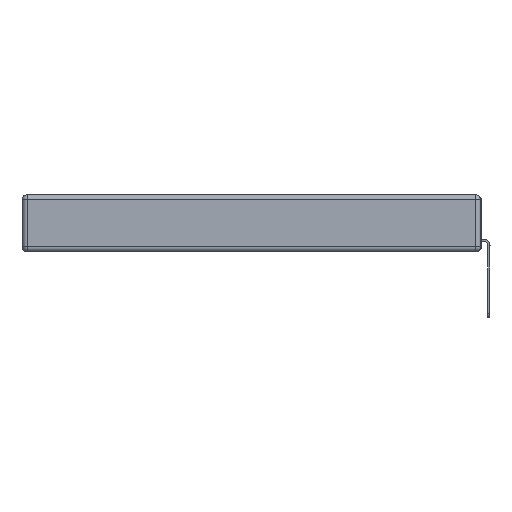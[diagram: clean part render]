
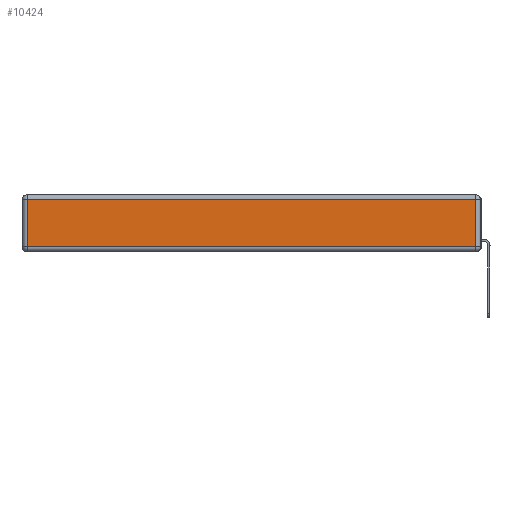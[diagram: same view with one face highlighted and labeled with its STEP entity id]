
A CAD part, left-side view. The second image highlights one B-rep face of the part: STEP entity #10424.
In plain terms, the highlighted planar face has unit normal (-1, 0, 0).
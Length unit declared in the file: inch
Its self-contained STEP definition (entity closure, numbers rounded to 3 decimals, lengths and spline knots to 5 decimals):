
#44 = VECTOR ( 'NONE', #4448, 39.37008 ) ;
#689 = EDGE_CURVE ( 'NONE', #6193, #19433, #6210, .T. ) ;
#1527 = EDGE_CURVE ( 'NONE', #14485, #7970, #12405, .T. ) ;
#1969 = VECTOR ( 'NONE', #19547, 39.37008 ) ;
#3300 = CARTESIAN_POINT ( 'NONE',  ( 0., 2.72, -0.343 ) ) ;
#3365 = CARTESIAN_POINT ( 'NONE',  ( 0., 0.03, -0.03 ) ) ;
#3610 = EDGE_CURVE ( 'NONE', #7970, #6193, #8919, .T. ) ;
#3874 = CARTESIAN_POINT ( 'NONE',  ( 0., 0.03, -0.343 ) ) ;
#3990 = CARTESIAN_POINT ( 'NONE',  ( 0., 2.72, -0.03 ) ) ;
#4226 = CARTESIAN_POINT ( 'NONE',  ( 0., 2.72, -0.313 ) ) ;
#4448 = DIRECTION ( 'NONE',  ( 0., -1., 0. ) ) ;
#5888 = ORIENTED_EDGE ( 'NONE', *, *, #689, .T. ) ;
#6193 = VERTEX_POINT ( 'NONE', #3365 ) ;
#6207 = CARTESIAN_POINT ( 'NONE',  ( 0., 0.03, -0.313 ) ) ;
#6210 = LINE ( 'NONE', #11259, #20404 ) ;
#7970 = VERTEX_POINT ( 'NONE', #6207 ) ;
#8055 = FACE_OUTER_BOUND ( 'NONE', #18027, .T. ) ;
#8919 = LINE ( 'NONE', #3874, #16459 ) ;
#10424 = ADVANCED_FACE ( 'NONE', ( #8055 ), #11166, .T. ) ;
#11166 = PLANE ( 'NONE',  #19981 ) ;
#11259 = CARTESIAN_POINT ( 'NONE',  ( 0., 2.75, -0.03 ) ) ;
#11393 = DIRECTION ( 'NONE',  ( -1., 0., 0. ) ) ;
#12304 = CARTESIAN_POINT ( 'NONE',  ( 0., 0., -0.313 ) ) ;
#12405 = LINE ( 'NONE', #12304, #44 ) ;
#12751 = ORIENTED_EDGE ( 'NONE', *, *, #3610, .T. ) ;
#12820 = ORIENTED_EDGE ( 'NONE', *, *, #20156, .T. ) ;
#14389 = LINE ( 'NONE', #3300, #1969 ) ;
#14485 = VERTEX_POINT ( 'NONE', #4226 ) ;
#16328 = CARTESIAN_POINT ( 'NONE',  ( 0., 0., -0.343 ) ) ;
#16459 = VECTOR ( 'NONE', #17092, 39.37008 ) ;
#17092 = DIRECTION ( 'NONE',  ( 0., 0., 1. ) ) ;
#17815 = DIRECTION ( 'NONE',  ( 0., 1., 0. ) ) ;
#17837 = DIRECTION ( 'NONE',  ( 0., 0., 1. ) ) ;
#18027 = EDGE_LOOP ( 'NONE', ( #20308, #12751, #5888, #12820 ) ) ;
#19433 = VERTEX_POINT ( 'NONE', #3990 ) ;
#19547 = DIRECTION ( 'NONE',  ( 0., 0., -1. ) ) ;
#19981 = AXIS2_PLACEMENT_3D ( 'NONE', #16328, #11393, #17837 ) ;
#20156 = EDGE_CURVE ( 'NONE', #19433, #14485, #14389, .T. ) ;
#20308 = ORIENTED_EDGE ( 'NONE', *, *, #1527, .T. ) ;
#20404 = VECTOR ( 'NONE', #17815, 39.37008 ) ;
